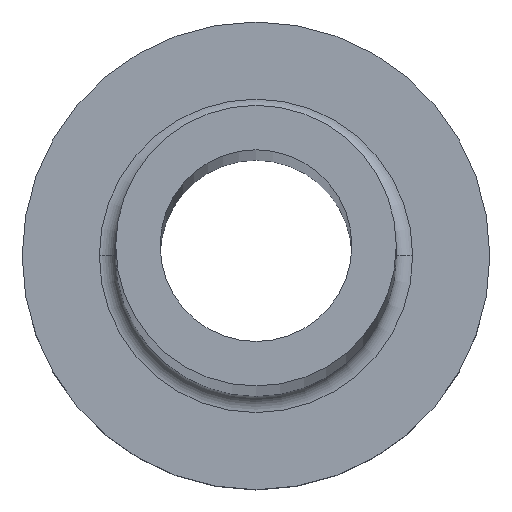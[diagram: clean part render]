
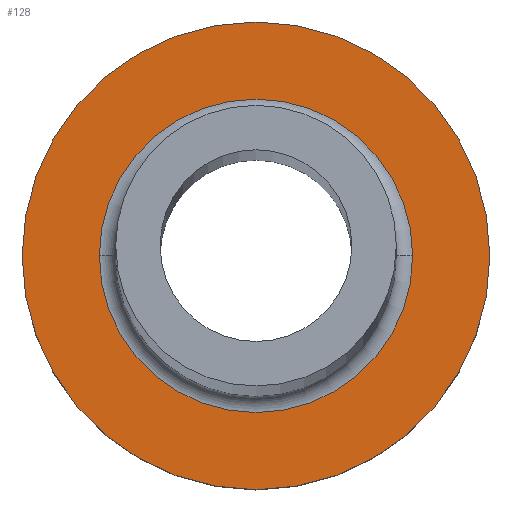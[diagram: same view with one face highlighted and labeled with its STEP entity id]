
A CAD part, top view. The second image highlights one B-rep face of the part: STEP entity #128.
In plain terms, the highlighted planar face has unit normal (0, 0, 1).
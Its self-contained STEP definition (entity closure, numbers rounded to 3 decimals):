
#20 = AXIS2_PLACEMENT_3D ( 'NONE', #333, #35, #331 ) ;
#27 = EDGE_CURVE ( 'NONE', #167, #68, #354, .T. ) ;
#32 = DIRECTION ( 'NONE',  ( 0., 0., -1. ) ) ;
#35 = DIRECTION ( 'NONE',  ( 0., 0., 1. ) ) ;
#42 = AXIS2_PLACEMENT_3D ( 'NONE', #52, #32, #141 ) ;
#52 = CARTESIAN_POINT ( 'NONE',  ( 0., 0., 7. ) ) ;
#56 = CARTESIAN_POINT ( 'NONE',  ( 0., 0., 7. ) ) ;
#58 = PLANE ( 'NONE',  #179 ) ;
#64 = CARTESIAN_POINT ( 'NONE',  ( 10., 0., 7. ) ) ;
#68 = VERTEX_POINT ( 'NONE', #371 ) ;
#76 = DIRECTION ( 'NONE',  ( 0., 0., -1. ) ) ;
#88 = CARTESIAN_POINT ( 'NONE',  ( 0., 0., 7. ) ) ;
#123 = ORIENTED_EDGE ( 'NONE', *, *, #27, .T. ) ;
#128 = ADVANCED_FACE ( 'NONE', ( #353, #292 ), #58, .T. ) ;
#141 = DIRECTION ( 'NONE',  ( 1., 0., 0. ) ) ;
#148 = EDGE_CURVE ( 'NONE', #68, #167, #341, .T. ) ;
#165 = EDGE_LOOP ( 'NONE', ( #123, #301 ) ) ;
#167 = VERTEX_POINT ( 'NONE', #260 ) ;
#179 = AXIS2_PLACEMENT_3D ( 'NONE', #56, #317, #238 ) ;
#194 = ORIENTED_EDGE ( 'NONE', *, *, #199, .T. ) ;
#199 = EDGE_CURVE ( 'NONE', #338, #379, #277, .T. ) ;
#209 = DIRECTION ( 'NONE',  ( 1., 0., 0. ) ) ;
#214 = AXIS2_PLACEMENT_3D ( 'NONE', #256, #76, #377 ) ;
#222 = EDGE_LOOP ( 'NONE', ( #311, #194 ) ) ;
#232 = CIRCLE ( 'NONE', #20, 10. ) ;
#235 = DIRECTION ( 'NONE',  ( 0., 0., 1. ) ) ;
#238 = DIRECTION ( 'NONE',  ( 1., 0., 0. ) ) ;
#251 = AXIS2_PLACEMENT_3D ( 'NONE', #88, #235, #209 ) ;
#256 = CARTESIAN_POINT ( 'NONE',  ( 0., 0., 7. ) ) ;
#260 = CARTESIAN_POINT ( 'NONE',  ( 6.7, 0., 7. ) ) ;
#277 = CIRCLE ( 'NONE', #251, 10. ) ;
#292 = FACE_OUTER_BOUND ( 'NONE', #222, .T. ) ;
#298 = CARTESIAN_POINT ( 'NONE',  ( -10., 0., 7. ) ) ;
#301 = ORIENTED_EDGE ( 'NONE', *, *, #148, .T. ) ;
#311 = ORIENTED_EDGE ( 'NONE', *, *, #369, .T. ) ;
#317 = DIRECTION ( 'NONE',  ( 0., 0., 1. ) ) ;
#331 = DIRECTION ( 'NONE',  ( 1., 0., 0. ) ) ;
#333 = CARTESIAN_POINT ( 'NONE',  ( 0., 0., 7. ) ) ;
#338 = VERTEX_POINT ( 'NONE', #64 ) ;
#341 = CIRCLE ( 'NONE', #42, 6.7 ) ;
#353 = FACE_BOUND ( 'NONE', #165, .T. ) ;
#354 = CIRCLE ( 'NONE', #214, 6.7 ) ;
#369 = EDGE_CURVE ( 'NONE', #379, #338, #232, .T. ) ;
#371 = CARTESIAN_POINT ( 'NONE',  ( -6.7, 0., 7. ) ) ;
#377 = DIRECTION ( 'NONE',  ( 1., 0., 0. ) ) ;
#379 = VERTEX_POINT ( 'NONE', #298 ) ;
